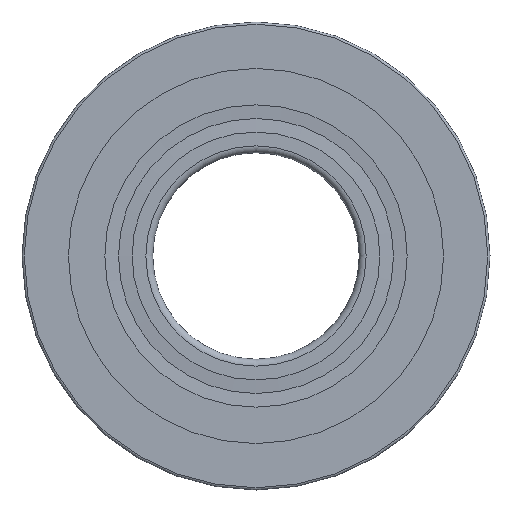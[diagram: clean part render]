
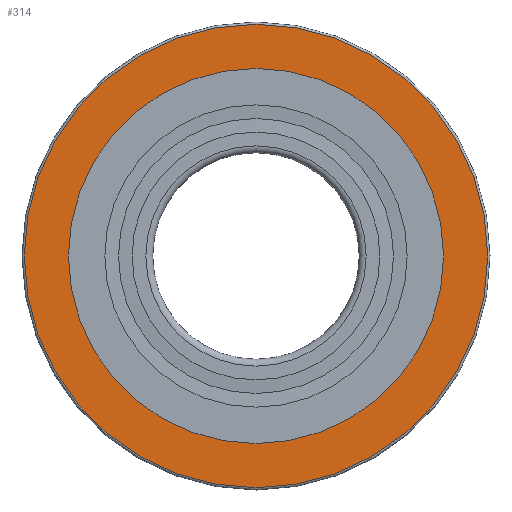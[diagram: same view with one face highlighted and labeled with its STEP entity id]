
A CAD part, left-side view. The second image highlights one B-rep face of the part: STEP entity #314.
In plain terms, the highlighted planar face has unit normal (-1, 0, 0).
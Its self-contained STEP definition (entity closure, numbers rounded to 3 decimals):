
#314 = ADVANCED_FACE( '', ( #533, #534 ), #535, .T. );
#533 = FACE_BOUND( '', #732, .T. );
#534 = FACE_OUTER_BOUND( '', #733, .T. );
#535 = PLANE( '', #734 );
#732 = EDGE_LOOP( '', ( #957 ) );
#733 = EDGE_LOOP( '', ( #958 ) );
#734 = AXIS2_PLACEMENT_3D( '', #959, #960, #961 );
#957 = ORIENTED_EDGE( '', *, *, #1168, .T. );
#958 = ORIENTED_EDGE( '', *, *, #1169, .F. );
#959 = CARTESIAN_POINT( '', ( 0., 6.733, 0. ) );
#960 = DIRECTION( '', ( -1., 0., 0. ) );
#961 = DIRECTION( '', ( 0., 0., 1. ) );
#1168 = EDGE_CURVE( '', #1289, #1289, #1290, .T. );
#1169 = EDGE_CURVE( '', #1291, #1291, #1292, .T. );
#1289 = VERTEX_POINT( '', #1425 );
#1290 = CIRCLE( '', #1426, 5.45 );
#1291 = VERTEX_POINT( '', #1427 );
#1292 = CIRCLE( '', #1428, 6.733 );
#1425 = CARTESIAN_POINT( '', ( 0., 0., -5.45 ) );
#1426 = AXIS2_PLACEMENT_3D( '', #1569, #1570, #1571 );
#1427 = CARTESIAN_POINT( '', ( 0., 0., -6.733 ) );
#1428 = AXIS2_PLACEMENT_3D( '', #1572, #1573, #1574 );
#1569 = CARTESIAN_POINT( '', ( 0., 0., 0. ) );
#1570 = DIRECTION( '', ( 1., 0., 0. ) );
#1571 = DIRECTION( '', ( 0., 0., -1. ) );
#1572 = CARTESIAN_POINT( '', ( 0., 0., 0. ) );
#1573 = DIRECTION( '', ( 1., 0., 0. ) );
#1574 = DIRECTION( '', ( 0., 0., -1. ) );
